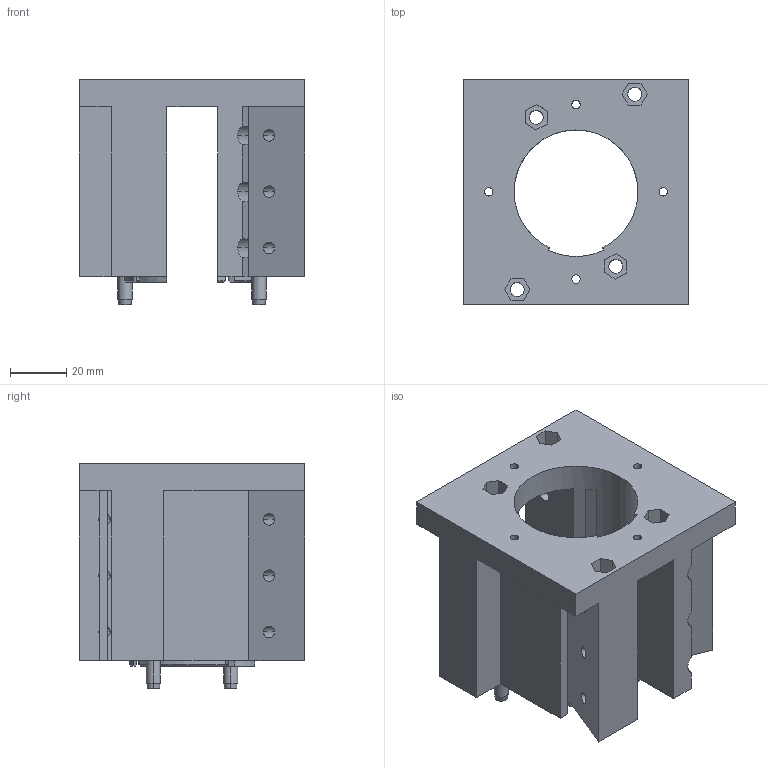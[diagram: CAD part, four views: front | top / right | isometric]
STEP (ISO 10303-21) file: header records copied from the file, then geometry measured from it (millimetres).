
FILE_DESCRIPTION (( 'STEP AP203' ), '1' );
FILE_NAME ('Block_3_sintern.step', '2017-06-22T16:02:21', ( '' ), ( '' ), 'SwSTEP 2.0', 'SolidWorks 2016', '' );
FILE_SCHEMA (( 'CONFIG_CONTROL_DESIGN' ));
Length unit declared in the file: millimetre
Products named in the file (1): Block_3_sintern
Bounding box: 80 x 80 x 80.2 mm (x, y, z)
Volume: 155152.1 mm3; surface area: 53086.9 mm2
Topology: 1 solids, 1 shells, 222 faces, 602 edges, 382 vertices
Faces by surface type: plane 115, cylinder 67, cone 40
Entity records: 6953 total; most frequent: CARTESIAN_POINT 1354, ORIENTED_EDGE 1168, DIRECTION 1112, EDGE_CURVE 584, VECTOR 392, LINE 392, VERTEX_POINT 382, AXIS2_PLACEMENT_3D 360
